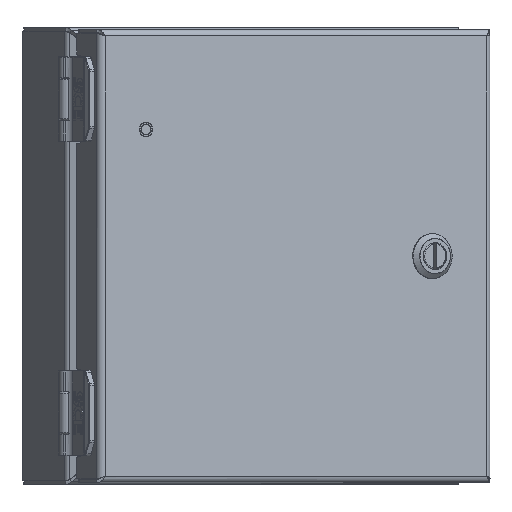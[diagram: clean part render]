
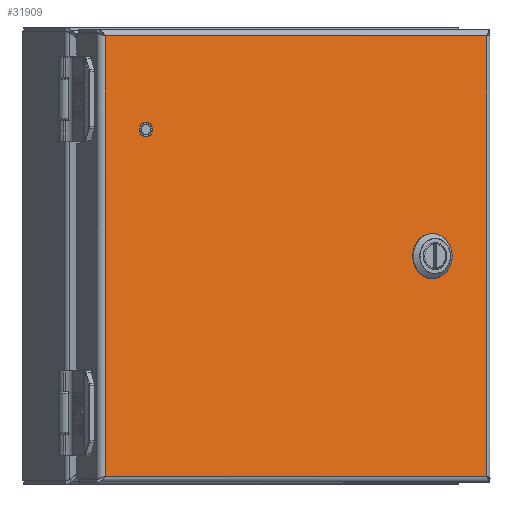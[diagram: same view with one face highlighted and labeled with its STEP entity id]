
A CAD part, front view. The second image highlights one B-rep face of the part: STEP entity #31909.
In plain terms, the highlighted planar face has unit normal (0.5, -0.866, 0).
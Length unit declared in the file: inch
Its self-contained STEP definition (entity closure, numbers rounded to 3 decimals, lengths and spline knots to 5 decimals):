
#606 = CIRCLE ( 'NONE', #81299, 0.32 ) ;
#627 = CIRCLE ( 'NONE', #20893, 0.32 ) ;
#1033 = DIRECTION ( 'NONE',  ( 0.612, 0.354, -0.707 ) ) ;
#2051 = PLANE ( 'NONE',  #52812 ) ;
#2673 = DIRECTION ( 'NONE',  ( 0.866, 0.5, 0. ) ) ;
#4054 = EDGE_CURVE ( 'NONE', #44150, #25377, #48759, .T. ) ;
#5987 = CARTESIAN_POINT ( 'NONE',  ( -2.25788, -5.36145, 3.858 ) ) ;
#7105 = VERTEX_POINT ( 'NONE', #5987 ) ;
#7467 = LINE ( 'NONE', #79801, #35131 ) ;
#9540 = FACE_OUTER_BOUND ( 'NONE', #74751, .T. ) ;
#11386 = VECTOR ( 'NONE', #1033, 39.37008 ) ;
#13082 = EDGE_CURVE ( 'NONE', #41127, #7105, #7467, .T. ) ;
#13701 = LINE ( 'NONE', #92900, #40712 ) ;
#13801 = VERTEX_POINT ( 'NONE', #78951 ) ;
#14351 = VERTEX_POINT ( 'NONE', #52410 ) ;
#16964 = ORIENTED_EDGE ( 'NONE', *, *, #62335, .T. ) ;
#17968 = CARTESIAN_POINT ( 'NONE',  ( 4.42437, -1.50345, 3.858 ) ) ;
#18153 = VERTEX_POINT ( 'NONE', #95121 ) ;
#18940 = CARTESIAN_POINT ( 'NONE',  ( -1.54514, -4.94995, 2.22 ) ) ;
#20893 = AXIS2_PLACEMENT_3D ( 'NONE', #50488, #59674, #112436 ) ;
#23232 = DIRECTION ( 'NONE',  ( -0.612, -0.354, -0.707 ) ) ;
#25377 = VERTEX_POINT ( 'NONE', #94583 ) ;
#27169 = EDGE_LOOP ( 'NONE', ( #30378 ) ) ;
#27205 = VERTEX_POINT ( 'NONE', #44442 ) ;
#29078 = DIRECTION ( 'NONE',  ( -0.5, 0.866, 0. ) ) ;
#29283 = EDGE_CURVE ( 'NONE', #7105, #13801, #33839, .T. ) ;
#29975 = VECTOR ( 'NONE', #2673, 39.37008 ) ;
#30378 = ORIENTED_EDGE ( 'NONE', *, *, #37931, .T. ) ;
#31909 = ADVANCED_FACE ( 'NONE', ( #80735, #78476, #9540 ), #2051, .T. ) ;
#33839 = LINE ( 'NONE', #50507, #80762 ) ;
#35131 = VECTOR ( 'NONE', #70048, 39.37008 ) ;
#35142 = VECTOR ( 'NONE', #92410, 39.37008 ) ;
#36181 = DIRECTION ( 'NONE',  ( 0.866, 0.5, 0. ) ) ;
#37931 = EDGE_CURVE ( 'NONE', #18153, #18153, #65029, .T. ) ;
#38782 = ORIENTED_EDGE ( 'NONE', *, *, #86269, .T. ) ;
#40712 = VECTOR ( 'NONE', #110650, 39.37008 ) ;
#40715 = LINE ( 'NONE', #49331, #35142 ) ;
#40959 = ORIENTED_EDGE ( 'NONE', *, *, #56926, .T. ) ;
#41127 = VERTEX_POINT ( 'NONE', #17968 ) ;
#41367 = ORIENTED_EDGE ( 'NONE', *, *, #4054, .T. ) ;
#42932 = DIRECTION ( 'NONE',  ( 0.866, 0.5, 0. ) ) ;
#44150 = VERTEX_POINT ( 'NONE', #106068 ) ;
#44230 = VERTEX_POINT ( 'NONE', #56708 ) ;
#44442 = CARTESIAN_POINT ( 'NONE',  ( 3.54314, -2.01223, 0.30753 ) ) ;
#44561 = DIRECTION ( 'NONE',  ( 0.5, -0.866, 0. ) ) ;
#44682 = CARTESIAN_POINT ( 'NONE',  ( 3.54314, -2.01223, 0.30753 ) ) ;
#45364 = ORIENTED_EDGE ( 'NONE', *, *, #109190, .T. ) ;
#48430 = LINE ( 'NONE', #57026, #29975 ) ;
#48759 = LINE ( 'NONE', #92948, #63918 ) ;
#49331 = CARTESIAN_POINT ( 'NONE',  ( 4.42437, -1.50345, 0. ) ) ;
#50488 = CARTESIAN_POINT ( 'NONE',  ( 3.46655, -2.05645, 0. ) ) ;
#50507 = CARTESIAN_POINT ( 'NONE',  ( -2.25788, -5.36145, 0. ) ) ;
#52177 = LINE ( 'NONE', #44682, #11386 ) ;
#52410 = CARTESIAN_POINT ( 'NONE',  ( 3.73288, -1.90269, -0.08845 ) ) ;
#52812 = AXIS2_PLACEMENT_3D ( 'NONE', #105953, #44561, #79600 ) ;
#54540 = DIRECTION ( 'NONE',  ( -0.5, 0.866, 0. ) ) ;
#56708 = CARTESIAN_POINT ( 'NONE',  ( 3.20021, -2.21022, -0.08845 ) ) ;
#56926 = EDGE_CURVE ( 'NONE', #99490, #89733, #93105, .T. ) ;
#57026 = CARTESIAN_POINT ( 'NONE',  ( 1.08324, -3.43245, -3.858 ) ) ;
#57127 = LINE ( 'NONE', #85237, #69287 ) ;
#59674 = DIRECTION ( 'NONE',  ( -0.5, 0.866, 0. ) ) ;
#61200 = VERTEX_POINT ( 'NONE', #113159 ) ;
#61285 = DIRECTION ( 'NONE',  ( 0.866, 0.5, 0. ) ) ;
#61309 = ORIENTED_EDGE ( 'NONE', *, *, #67787, .T. ) ;
#62335 = EDGE_CURVE ( 'NONE', #89733, #44230, #13701, .T. ) ;
#63545 = DIRECTION ( 'NONE',  ( 0.866, 0.5, 0. ) ) ;
#63600 = ORIENTED_EDGE ( 'NONE', *, *, #80138, .T. ) ;
#63918 = VECTOR ( 'NONE', #74627, 39.37008 ) ;
#65029 = CIRCLE ( 'NONE', #85170, 0.0965 ) ;
#65966 = VERTEX_POINT ( 'NONE', #76425 ) ;
#67787 = EDGE_CURVE ( 'NONE', #25377, #27205, #81398, .T. ) ;
#68882 = DIRECTION ( 'NONE',  ( 0., 0., -1. ) ) ;
#69287 = VECTOR ( 'NONE', #23232, 39.37008 ) ;
#70048 = DIRECTION ( 'NONE',  ( -0.866, -0.5, 0. ) ) ;
#70836 = ORIENTED_EDGE ( 'NONE', *, *, #13082, .T. ) ;
#73021 = CARTESIAN_POINT ( 'NONE',  ( 3.38995, -2.10068, -0.30753 ) ) ;
#73734 = ORIENTED_EDGE ( 'NONE', *, *, #29283, .T. ) ;
#74627 = DIRECTION ( 'NONE',  ( 0.612, 0.354, 0.707 ) ) ;
#74751 = EDGE_LOOP ( 'NONE', ( #73734, #38782, #63600, #70836 ) ) ;
#76425 = CARTESIAN_POINT ( 'NONE',  ( 3.73288, -1.90269, 0.08845 ) ) ;
#78476 = FACE_BOUND ( 'NONE', #27169, .T. ) ;
#78951 = CARTESIAN_POINT ( 'NONE',  ( -2.25788, -5.36145, -3.858 ) ) ;
#79600 = DIRECTION ( 'NONE',  ( 0.866, 0.5, 0. ) ) ;
#79801 = CARTESIAN_POINT ( 'NONE',  ( 1.08324, -3.43245, 3.858 ) ) ;
#80138 = EDGE_CURVE ( 'NONE', #61200, #41127, #40715, .T. ) ;
#80735 = FACE_BOUND ( 'NONE', #104705, .T. ) ;
#80762 = VECTOR ( 'NONE', #68882, 39.37008 ) ;
#81299 = AXIS2_PLACEMENT_3D ( 'NONE', #107703, #29078, #63545 ) ;
#81398 = CIRCLE ( 'NONE', #90556, 0.32 ) ;
#81786 = EDGE_CURVE ( 'NONE', #27205, #65966, #52177, .T. ) ;
#85170 = AXIS2_PLACEMENT_3D ( 'NONE', #18940, #54540, #36181 ) ;
#85237 = CARTESIAN_POINT ( 'NONE',  ( 3.73288, -1.90269, -0.08845 ) ) ;
#85990 = DIRECTION ( 'NONE',  ( -0.5, 0.866, 0. ) ) ;
#86269 = EDGE_CURVE ( 'NONE', #13801, #61200, #48430, .T. ) ;
#86327 = EDGE_CURVE ( 'NONE', #44230, #44150, #606, .T. ) ;
#87129 = CARTESIAN_POINT ( 'NONE',  ( 3.46655, -2.05645, 0. ) ) ;
#88850 = ORIENTED_EDGE ( 'NONE', *, *, #113345, .T. ) ;
#89713 = CARTESIAN_POINT ( 'NONE',  ( 3.54314, -2.01223, -0.30753 ) ) ;
#89733 = VERTEX_POINT ( 'NONE', #73021 ) ;
#90556 = AXIS2_PLACEMENT_3D ( 'NONE', #112954, #106010, #42932 ) ;
#92410 = DIRECTION ( 'NONE',  ( 0., 0., 1. ) ) ;
#92900 = CARTESIAN_POINT ( 'NONE',  ( 3.38995, -2.10068, -0.30753 ) ) ;
#92948 = CARTESIAN_POINT ( 'NONE',  ( 3.20021, -2.21022, 0.08845 ) ) ;
#93105 = CIRCLE ( 'NONE', #111414, 0.32 ) ;
#94583 = CARTESIAN_POINT ( 'NONE',  ( 3.38995, -2.10068, 0.30753 ) ) ;
#95121 = CARTESIAN_POINT ( 'NONE',  ( -1.46157, -4.9017, 2.22 ) ) ;
#99490 = VERTEX_POINT ( 'NONE', #89713 ) ;
#104705 = EDGE_LOOP ( 'NONE', ( #108260, #41367, #61309, #106041, #45364, #88850, #40959, #16964 ) ) ;
#105953 = CARTESIAN_POINT ( 'NONE',  ( 1.08324, -3.43245, 0. ) ) ;
#106010 = DIRECTION ( 'NONE',  ( -0.5, 0.866, 0. ) ) ;
#106041 = ORIENTED_EDGE ( 'NONE', *, *, #81786, .T. ) ;
#106068 = CARTESIAN_POINT ( 'NONE',  ( 3.20021, -2.21022, 0.08845 ) ) ;
#107703 = CARTESIAN_POINT ( 'NONE',  ( 3.46655, -2.05645, 0. ) ) ;
#108260 = ORIENTED_EDGE ( 'NONE', *, *, #86327, .T. ) ;
#109190 = EDGE_CURVE ( 'NONE', #65966, #14351, #627, .T. ) ;
#110650 = DIRECTION ( 'NONE',  ( -0.612, -0.354, 0.707 ) ) ;
#111414 = AXIS2_PLACEMENT_3D ( 'NONE', #87129, #85990, #61285 ) ;
#112436 = DIRECTION ( 'NONE',  ( 0.866, 0.5, 0. ) ) ;
#112954 = CARTESIAN_POINT ( 'NONE',  ( 3.46655, -2.05645, 0. ) ) ;
#113159 = CARTESIAN_POINT ( 'NONE',  ( 4.42437, -1.50345, -3.858 ) ) ;
#113345 = EDGE_CURVE ( 'NONE', #14351, #99490, #57127, .T. ) ;
